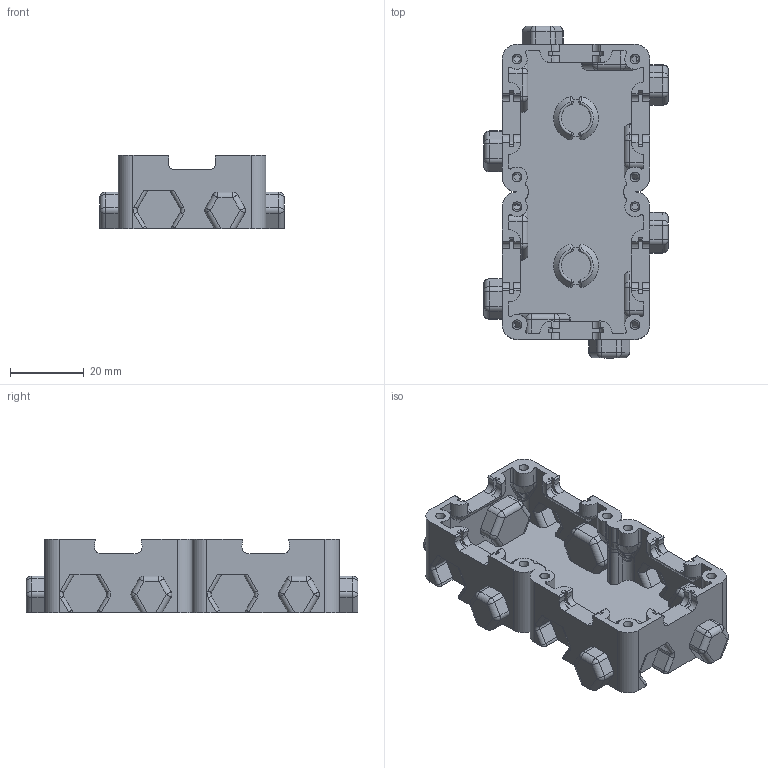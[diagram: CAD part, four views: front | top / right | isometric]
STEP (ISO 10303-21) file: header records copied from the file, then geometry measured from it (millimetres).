
FILE_DESCRIPTION(('FreeCAD Model'),'2;1');
FILE_NAME('Open CASCADE Shape Model','2025-12-08T20:43:16',(''),(''), 'Open CASCADE STEP processor 7.8','FreeCAD','Unknown');
FILE_SCHEMA(('AUTOMOTIVE_DESIGN { 1 0 10303 214 1 1 1 1 }'));
Products named in the file (1): printable-base-1x2-closed
Bounding box: 50 x 90 x 20 mm (x, y, z)
Volume: 14957.4 mm3; surface area: 19599.2 mm2
Topology: 1 solids, 1 shells, 804 faces, 2162 edges, 1318 vertices
Faces by surface type: cylinder 370, plane 234, bspline 88, revolution 48, cone 24, sphere 24, torus 16
Full cylindrical faces by diameter (mm): 1.8 x8
Entity records: 50387 total; most frequent: CARTESIAN_POINT 25163, ORIENTED_EDGE 4236, DIRECTION 4026, EDGE_CURVE 2118, AXIS2_PLACEMENT_3D 1463, VERTEX_POINT 1318, LINE 1052, VECTOR 1052
